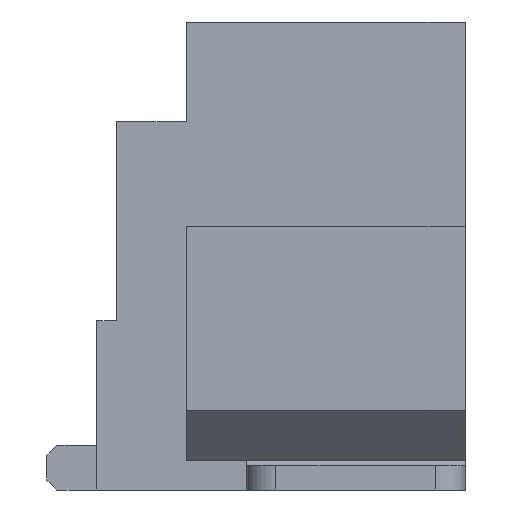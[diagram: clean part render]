
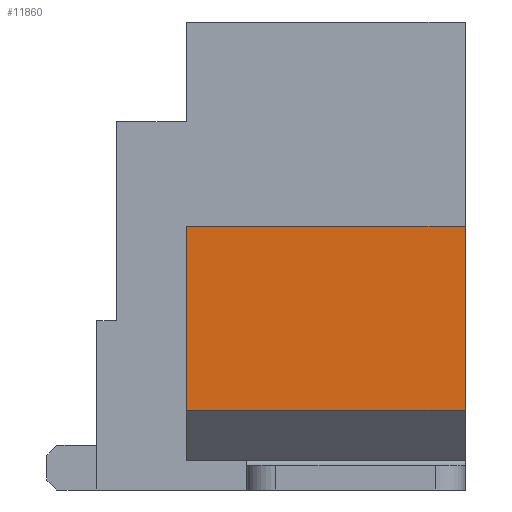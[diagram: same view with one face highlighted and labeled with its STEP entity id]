
A CAD part, left-side view. The second image highlights one B-rep face of the part: STEP entity #11860.
In plain terms, the highlighted planar face has unit normal (-1, 0, 0).
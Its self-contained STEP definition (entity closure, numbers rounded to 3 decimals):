
#44 = PLANE('',#45);
#45 = AXIS2_PLACEMENT_3D('',#46,#47,#48);
#46 = CARTESIAN_POINT('',(-10.25,-2.475,0.));
#47 = DIRECTION('',(0.,1.,0.));
#48 = DIRECTION('',(0.,0.,1.));
#454 = VERTEX_POINT('',#455);
#455 = CARTESIAN_POINT('',(-12.,-2.475,0.8));
#469 = PLANE('',#470);
#470 = AXIS2_PLACEMENT_3D('',#471,#472,#473);
#471 = CARTESIAN_POINT('',(-11.5,-2.475,0.3));
#472 = DIRECTION('',(0.707,0.,0.707));
#473 = DIRECTION('',(-0.707,0.,0.707));
#481 = EDGE_CURVE('',#454,#482,#484,.T.);
#482 = VERTEX_POINT('',#483);
#483 = CARTESIAN_POINT('',(-12.,-2.475,2.65));
#484 = SURFACE_CURVE('',#485,(#489,#496),.PCURVE_S1.);
#485 = LINE('',#486,#487);
#486 = CARTESIAN_POINT('',(-12.,-2.475,0.8));
#487 = VECTOR('',#488,1.);
#488 = DIRECTION('',(0.,0.,1.));
#489 = PCURVE('',#44,#490);
#490 = DEFINITIONAL_REPRESENTATION('',(#491),#495);
#491 = LINE('',#492,#493);
#492 = CARTESIAN_POINT('',(0.8,-1.75));
#493 = VECTOR('',#494,1.);
#494 = DIRECTION('',(1.,0.));
#495 = ( GEOMETRIC_REPRESENTATION_CONTEXT(2)
PARAMETRIC_REPRESENTATION_CONTEXT() REPRESENTATION_CONTEXT('2D SPACE',''
) );
#496 = PCURVE('',#497,#502);
#497 = PLANE('',#498);
#498 = AXIS2_PLACEMENT_3D('',#499,#500,#501);
#499 = CARTESIAN_POINT('',(-12.,-2.475,0.8));
#500 = DIRECTION('',(1.,0.,0.));
#501 = DIRECTION('',(0.,0.,1.));
#502 = DEFINITIONAL_REPRESENTATION('',(#503),#507);
#503 = LINE('',#504,#505);
#504 = CARTESIAN_POINT('',(0.,0.));
#505 = VECTOR('',#506,1.);
#506 = DIRECTION('',(1.,0.));
#507 = ( GEOMETRIC_REPRESENTATION_CONTEXT(2)
PARAMETRIC_REPRESENTATION_CONTEXT() REPRESENTATION_CONTEXT('2D SPACE',''
) );
#525 = PLANE('',#526);
#526 = AXIS2_PLACEMENT_3D('',#527,#528,#529);
#527 = CARTESIAN_POINT('',(-12.,-2.475,2.65));
#528 = DIRECTION('',(0.,0.,-1.));
#529 = DIRECTION('',(1.,0.,0.));
#4988 = PLANE('',#4989);
#4989 = AXIS2_PLACEMENT_3D('',#4990,#4991,#4992);
#4990 = CARTESIAN_POINT('',(-10.25,0.325,0.3));
#4991 = DIRECTION('',(0.,-1.,0.));
#4992 = DIRECTION('',(0.,0.,-1.));
#11815 = EDGE_CURVE('',#482,#11816,#11818,.T.);
#11816 = VERTEX_POINT('',#11817);
#11817 = CARTESIAN_POINT('',(-12.,0.325,2.65));
#11818 = SURFACE_CURVE('',#11819,(#11823,#11830),.PCURVE_S1.);
#11819 = LINE('',#11820,#11821);
#11820 = CARTESIAN_POINT('',(-12.,-2.475,2.65));
#11821 = VECTOR('',#11822,1.);
#11822 = DIRECTION('',(0.,1.,0.));
#11823 = PCURVE('',#525,#11824);
#11824 = DEFINITIONAL_REPRESENTATION('',(#11825),#11829);
#11825 = LINE('',#11826,#11827);
#11826 = CARTESIAN_POINT('',(0.,0.));
#11827 = VECTOR('',#11828,1.);
#11828 = DIRECTION('',(0.,-1.));
#11829 = ( GEOMETRIC_REPRESENTATION_CONTEXT(2)
PARAMETRIC_REPRESENTATION_CONTEXT() REPRESENTATION_CONTEXT('2D SPACE',''
) );
#11830 = PCURVE('',#497,#11831);
#11831 = DEFINITIONAL_REPRESENTATION('',(#11832),#11836);
#11832 = LINE('',#11833,#11834);
#11833 = CARTESIAN_POINT('',(1.85,0.));
#11834 = VECTOR('',#11835,1.);
#11835 = DIRECTION('',(0.,-1.));
#11836 = ( GEOMETRIC_REPRESENTATION_CONTEXT(2)
PARAMETRIC_REPRESENTATION_CONTEXT() REPRESENTATION_CONTEXT('2D SPACE',''
) );
#11860 = ADVANCED_FACE('',(#11861),#497,.F.);
#11861 = FACE_BOUND('',#11862,.F.);
#11862 = EDGE_LOOP('',(#11863,#11886,#11907,#11908));
#11863 = ORIENTED_EDGE('',*,*,#11864,.T.);
#11864 = EDGE_CURVE('',#454,#11865,#11867,.T.);
#11865 = VERTEX_POINT('',#11866);
#11866 = CARTESIAN_POINT('',(-12.,0.325,0.8));
#11867 = SURFACE_CURVE('',#11868,(#11872,#11879),.PCURVE_S1.);
#11868 = LINE('',#11869,#11870);
#11869 = CARTESIAN_POINT('',(-12.,-2.475,0.8));
#11870 = VECTOR('',#11871,1.);
#11871 = DIRECTION('',(0.,1.,0.));
#11872 = PCURVE('',#497,#11873);
#11873 = DEFINITIONAL_REPRESENTATION('',(#11874),#11878);
#11874 = LINE('',#11875,#11876);
#11875 = CARTESIAN_POINT('',(0.,0.));
#11876 = VECTOR('',#11877,1.);
#11877 = DIRECTION('',(0.,-1.));
#11878 = ( GEOMETRIC_REPRESENTATION_CONTEXT(2)
PARAMETRIC_REPRESENTATION_CONTEXT() REPRESENTATION_CONTEXT('2D SPACE',''
) );
#11879 = PCURVE('',#469,#11880);
#11880 = DEFINITIONAL_REPRESENTATION('',(#11881),#11885);
#11881 = LINE('',#11882,#11883);
#11882 = CARTESIAN_POINT('',(0.707,0.));
#11883 = VECTOR('',#11884,1.);
#11884 = DIRECTION('',(0.,-1.));
#11885 = ( GEOMETRIC_REPRESENTATION_CONTEXT(2)
PARAMETRIC_REPRESENTATION_CONTEXT() REPRESENTATION_CONTEXT('2D SPACE',''
) );
#11886 = ORIENTED_EDGE('',*,*,#11887,.T.);
#11887 = EDGE_CURVE('',#11865,#11816,#11888,.T.);
#11888 = SURFACE_CURVE('',#11889,(#11893,#11900),.PCURVE_S1.);
#11889 = LINE('',#11890,#11891);
#11890 = CARTESIAN_POINT('',(-12.,0.325,0.8));
#11891 = VECTOR('',#11892,1.);
#11892 = DIRECTION('',(0.,0.,1.));
#11893 = PCURVE('',#497,#11894);
#11894 = DEFINITIONAL_REPRESENTATION('',(#11895),#11899);
#11895 = LINE('',#11896,#11897);
#11896 = CARTESIAN_POINT('',(0.,-2.8));
#11897 = VECTOR('',#11898,1.);
#11898 = DIRECTION('',(1.,0.));
#11899 = ( GEOMETRIC_REPRESENTATION_CONTEXT(2)
PARAMETRIC_REPRESENTATION_CONTEXT() REPRESENTATION_CONTEXT('2D SPACE',''
) );
#11900 = PCURVE('',#4988,#11901);
#11901 = DEFINITIONAL_REPRESENTATION('',(#11902),#11906);
#11902 = LINE('',#11903,#11904);
#11903 = CARTESIAN_POINT('',(-0.5,-1.75));
#11904 = VECTOR('',#11905,1.);
#11905 = DIRECTION('',(-1.,0.));
#11906 = ( GEOMETRIC_REPRESENTATION_CONTEXT(2)
PARAMETRIC_REPRESENTATION_CONTEXT() REPRESENTATION_CONTEXT('2D SPACE',''
) );
#11907 = ORIENTED_EDGE('',*,*,#11815,.F.);
#11908 = ORIENTED_EDGE('',*,*,#481,.F.);
